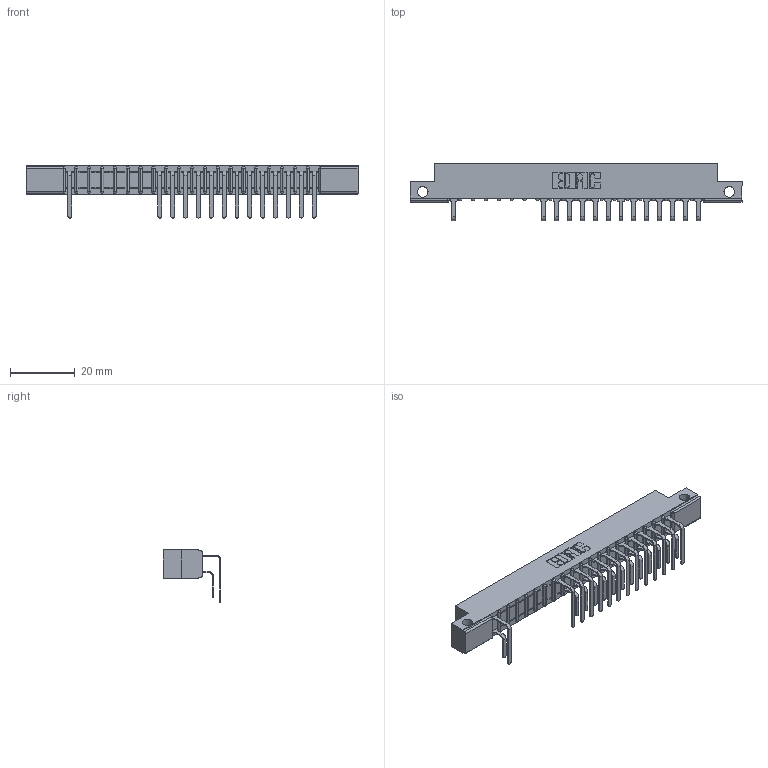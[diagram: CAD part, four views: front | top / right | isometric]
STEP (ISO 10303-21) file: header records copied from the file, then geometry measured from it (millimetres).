
FILE_DESCRIPTION (( 'STEP AP203' ), '1' );
FILE_NAME ('307-020-559-112.STEP', '2018-08-04T01:03:03', ( '' ), ( '' ), 'SwSTEP 2.0', 'SolidWorks 2016', '' );
FILE_SCHEMA (( 'CONFIG_CONTROL_DESIGN' ));
Length unit declared in the file: inch
Products named in the file (4): 307 Part_.128 Dia Side Mounting Holes; 307-290-001_558 559 - 1 (Single); 307-290-001_559 - 2 (Single); 307-020-559-112
Assembly tree (28 placements, depth 2):
  307-020-559-112
    307 Part_.128 Dia Side Mounting Holes
    307-290-001_558 559 - 1 (Single)  x13
    307-290-001_559 - 2 (Single)  x14
Bounding box: 102.26 x 17.69 x 16.08 mm (x, y, z)
Volume: 6566.3 mm3; surface area: 11044.9 mm2
Topology: 28 solids, 28 shells, 1619 faces, 4573 edges, 2954 vertices
Faces by surface type: plane 1039, cylinder 538, sphere 42
Entity records: 21531 total; most frequent: CARTESIAN_POINT 3585, ORIENTED_EDGE 3562, DIRECTION 3507, EDGE_CURVE 1781, LINE 1355, VECTOR 1355, VERTEX_POINT 1154, AXIS2_PLACEMENT_3D 1076
